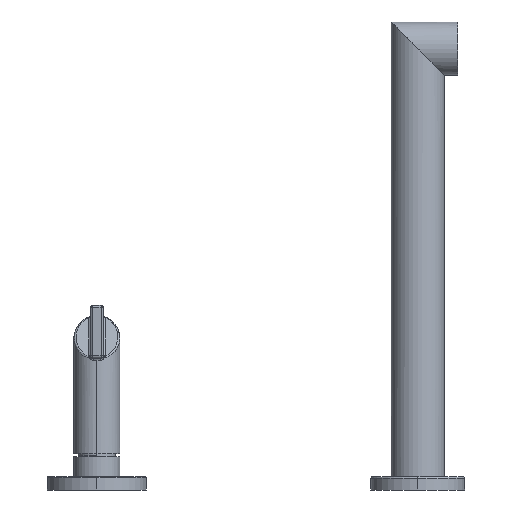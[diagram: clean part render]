
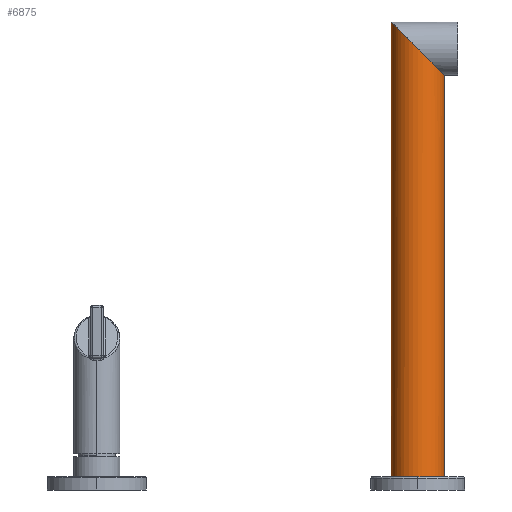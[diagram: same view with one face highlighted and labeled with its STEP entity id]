
A CAD part, left-side view. The second image highlights one B-rep face of the part: STEP entity #6875.
In plain terms, the highlighted cylindrical face has radius 12.7 mm (diameter 25.4 mm), a partial arc.
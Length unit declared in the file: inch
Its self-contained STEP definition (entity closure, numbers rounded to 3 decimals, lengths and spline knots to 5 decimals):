
#6239=DIRECTION('',(0.,0.,1.));
#6240=VECTOR('',#6239,7.5);
#6241=CARTESIAN_POINT('',(0.,-0.5,0.25));
#6242=LINE('',#6241,#6240);
#6246=CARTESIAN_POINT('',(0.,-0.5,
7.75));
#6286=CARTESIAN_POINT('',(0.,0.5,
8.75));
#6315=CARTESIAN_POINT('',(0.,0.,0.25));
#6316=DIRECTION('',(0.,0.,1.));
#6317=DIRECTION('',(0.,1.,0.));
#6318=AXIS2_PLACEMENT_3D('',#6315,#6316,#6317);
#6385=DIRECTION('',(0.,0.,1.));
#6386=VECTOR('',#6385,8.5);
#6387=CARTESIAN_POINT('',(0.,0.5,0.25));
#6388=LINE('',#6387,#6386);
#6392=CARTESIAN_POINT('',(0.,0.5,
8.75));
#6393=CARTESIAN_POINT('',(-0.01109,0.5,
8.75));
#6394=CARTESIAN_POINT('',(-0.03328,0.49926,
8.74926));
#6395=CARTESIAN_POINT('',(-0.06665,0.49592,
8.74592));
#6396=CARTESIAN_POINT('',(-0.09993,0.49031,
8.74031));
#6397=CARTESIAN_POINT('',(-0.1334,0.48229,
8.73229));
#6398=CARTESIAN_POINT('',(-0.16678,0.47181,
8.72181));
#6399=CARTESIAN_POINT('',(-0.20018,0.45866,
8.70866));
#6400=CARTESIAN_POINT('',(-0.23347,0.44267,
8.69267));
#6401=CARTESIAN_POINT('',(-0.26637,0.42373,
8.67373));
#6402=CARTESIAN_POINT('',(-0.29887,0.40151,
8.65151));
#6403=CARTESIAN_POINT('',(-0.33046,0.37599,
8.62599));
#6404=CARTESIAN_POINT('',(-0.36096,0.34687,
8.59687));
#6405=CARTESIAN_POINT('',(-0.3898,0.31419,
8.56419));
#6406=CARTESIAN_POINT('',(-0.41653,0.27786,
8.52786));
#6407=CARTESIAN_POINT('',(-0.44056,0.23801,
8.48801));
#6408=CARTESIAN_POINT('',(-0.46128,0.19495,
8.44495));
#6409=CARTESIAN_POINT('',(-0.47816,0.14893,
8.39893));
#6410=CARTESIAN_POINT('',(-0.49061,0.10072,
8.35072));
#6411=CARTESIAN_POINT('',(-0.49828,0.05074,
8.30074));
#6412=CARTESIAN_POINT('',(-0.50086,0.,
8.25));
#6413=CARTESIAN_POINT('',(-0.49828,-0.05075,
8.19925));
#6414=CARTESIAN_POINT('',(-0.49061,-0.10073,
8.14927));
#6415=CARTESIAN_POINT('',(-0.47816,-0.14893,
8.10107));
#6416=CARTESIAN_POINT('',(-0.46127,-0.19496,
8.05504));
#6417=CARTESIAN_POINT('',(-0.44056,-0.23801,
8.01199));
#6418=CARTESIAN_POINT('',(-0.41652,-0.27786,
7.97214));
#6419=CARTESIAN_POINT('',(-0.38979,-0.31419,
7.93581));
#6420=CARTESIAN_POINT('',(-0.36096,-0.34687,
7.90313));
#6421=CARTESIAN_POINT('',(-0.33045,-0.37599,
7.87401));
#6422=CARTESIAN_POINT('',(-0.29887,-0.40151,
7.84849));
#6423=CARTESIAN_POINT('',(-0.26637,-0.42373,
7.82627));
#6424=CARTESIAN_POINT('',(-0.23347,-0.44267,
7.80733));
#6425=CARTESIAN_POINT('',(-0.20018,-0.45866,
7.79134));
#6426=CARTESIAN_POINT('',(-0.16678,-0.47181,
7.77819));
#6427=CARTESIAN_POINT('',(-0.1334,-0.48229,
7.76771));
#6428=CARTESIAN_POINT('',(-0.09992,-0.49031,
7.75969));
#6429=CARTESIAN_POINT('',(-0.06665,-0.49592,
7.75408));
#6430=CARTESIAN_POINT('',(-0.03328,-0.49926,
7.75074));
#6431=CARTESIAN_POINT('',(-0.01109,-0.5,
7.75));
#6432=CARTESIAN_POINT('',(0.,-0.5,
7.75));
#6651=VERTEX_POINT('',#6246);
#6652=VERTEX_POINT('',#6286);
#6653=CARTESIAN_POINT('',(0.,-0.5,0.25));
#6654=CARTESIAN_POINT('',(0.,0.5,0.25));
#6655=VERTEX_POINT('',#6653);
#6656=VERTEX_POINT('',#6654);
#6864=CARTESIAN_POINT('',(0.,0.,0.105));
#6865=DIRECTION('',(0.,0.,1.));
#6866=DIRECTION('',(0.,-1.,0.));
#6867=AXIS2_PLACEMENT_3D('',#6864,#6865,#6866);
#6868=CYLINDRICAL_SURFACE('',#6867,0.5);
#6869=ORIENTED_EDGE('',*,*,#6751,.F.);
#6870=ORIENTED_EDGE('',*,*,#6727,.T.);
#6871=ORIENTED_EDGE('',*,*,#6700,.T.);
#6872=ORIENTED_EDGE('',*,*,#6724,.F.);
#6873=EDGE_LOOP('',(#6869,#6870,#6871,#6872));
#6874=FACE_OUTER_BOUND('',#6873,.F.);
#6319=CIRCLE('',#6318,0.5);
#6433=B_SPLINE_CURVE_WITH_KNOTS('',3,(#6392,#6393,#6394,#6395,#6396,#6397,#6398,
#6399,#6400,#6401,#6402,#6403,#6404,#6405,#6406,#6407,#6408,#6409,#6410,#6411,
#6412,#6413,#6414,#6415,#6416,#6417,#6418,#6419,#6420,#6421,#6422,#6423,#6424,
#6425,#6426,#6427,#6428,#6429,#6430,#6431,#6432),.UNSPECIFIED.,.F.,.F.,(4,1,1,1,
1,1,1,1,1,1,1,1,1,1,1,1,1,1,1,1,1,1,1,1,1,1,1,1,1,1,1,1,1,1,1,1,1,1,4),(0.,
0.02632,0.05263,0.07895,0.10526,
0.13158,0.15789,0.18421,0.21053,
0.23684,0.26316,0.28947,0.31579,
0.34211,0.36842,0.39474,0.42105,
0.44737,0.47368,0.5,0.52632,0.55263,
0.57895,0.60526,0.63158,0.65789,
0.68421,0.71053,0.73684,0.76316,
0.78947,0.81579,0.84211,0.86842,
0.89474,0.92105,0.94737,0.97368,1.),
.UNSPECIFIED.);
#6700=EDGE_CURVE('',#6652,#6651,#6433,.T.);
#6724=EDGE_CURVE('',#6655,#6651,#6242,.T.);
#6727=EDGE_CURVE('',#6656,#6652,#6388,.T.);
#6751=EDGE_CURVE('',#6656,#6655,#6319,.T.);
#6875=ADVANCED_FACE('',(#6874),#6868,.T.);
